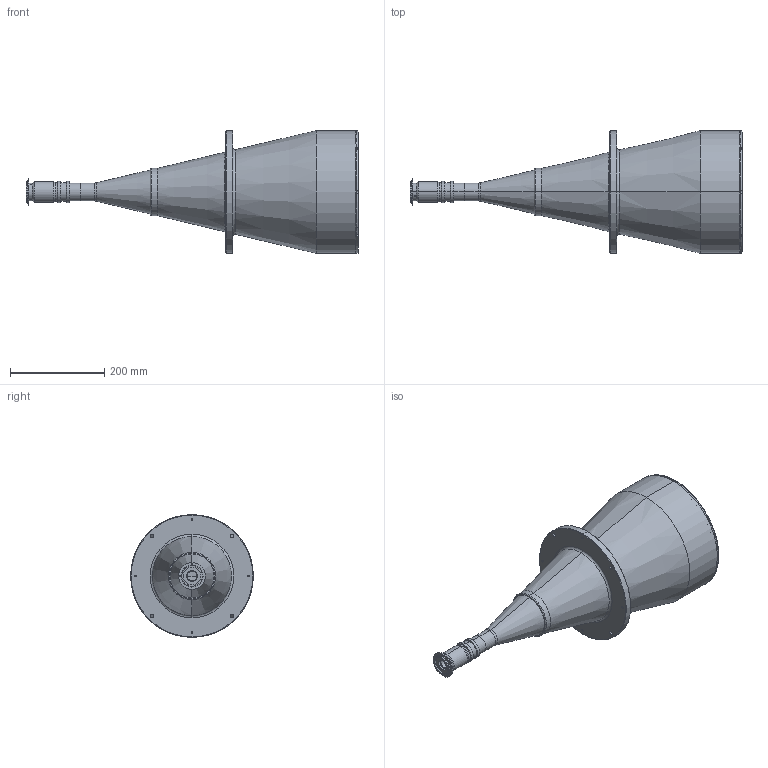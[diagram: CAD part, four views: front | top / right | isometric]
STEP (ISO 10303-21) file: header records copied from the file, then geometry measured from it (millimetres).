
FILE_DESCRIPTION (( 'STEP AP214' ), '1' );
FILE_NAME ('4M192_F.STEP', '2013-05-10T08:12:46', ( 'Work' ), ( '' ), 'SwSTEP 2.0', 'SolidWorks 2013', '' );
FILE_SCHEMA (( 'AUTOMOTIVE_DESIGN' ));
Length unit declared in the file: millimetre
Products named in the file (1): 4M192_F
Bounding box: 703.5 x 260 x 260 mm (x, y, z)
Surface area: 474954.4 mm2 (no closed solid volume)
Topology: 0 solids, 11 shells, 194 faces, 590 edges, 412 vertices
Faces by surface type: cylinder 102, plane 44, cone 30, torus 16, sphere 2
Entity records: 9637 total; most frequent: CARTESIAN_POINT 1961, DIRECTION 1242, ORIENTED_EDGE 1026, EDGE_CURVE 590, AXIS2_PLACEMENT_3D 507, VERTEX_POINT 412, CIRCLE 312, EDGE_LOOP 261
